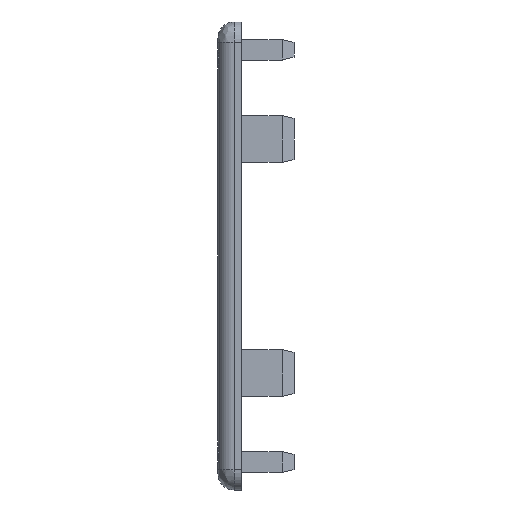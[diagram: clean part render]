
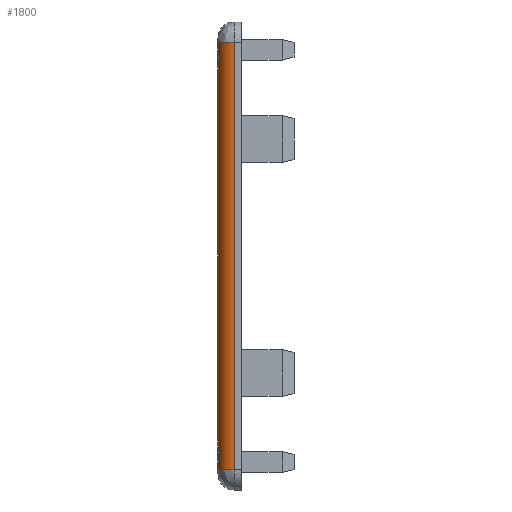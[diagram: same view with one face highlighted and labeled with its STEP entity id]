
A CAD part, left-side view. The second image highlights one B-rep face of the part: STEP entity #1800.
In plain terms, the highlighted cylindrical face has radius 2.75 mm (diameter 5.5 mm), a partial arc.
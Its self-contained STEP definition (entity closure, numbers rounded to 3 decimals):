
#216=FACE_OUTER_BOUND('',#334,.T.);
#334=EDGE_LOOP('',(#1635,#1636,#1637,#1638,#1639,#1640,#1641,#1642));
#354=B_SPLINE_CURVE_WITH_KNOTS('',3,(#2538,#2539,#2540,#2541,#2542,#2543,
#2544,#2545,#2546,#2547),.UNSPECIFIED.,.F.,.F.,(4,2,2,2,4),(0.467,
0.557,0.712,0.868,0.958),
 .UNSPECIFIED.);
#357=B_SPLINE_CURVE_WITH_KNOTS('',3,(#2577,#2578,#2579,#2580,#2581,#2582,
#2583,#2584,#2585,#2586),.UNSPECIFIED.,.F.,.F.,(4,2,2,2,4),(0.467,
0.557,0.712,0.868,0.958),
 .UNSPECIFIED.);
#372=LINE('',#2635,#568);
#375=LINE('',#2640,#571);
#414=LINE('',#2727,#610);
#425=LINE('',#2749,#621);
#568=VECTOR('',#2063,1000.);
#571=VECTOR('',#2070,1000.);
#610=VECTOR('',#2121,1000.);
#621=VECTOR('',#2140,1000.);
#786=CIRCLE('',#1963,2.75);
#787=CIRCLE('',#1965,2.75);
#807=VERTEX_POINT('',#2535);
#808=VERTEX_POINT('',#2537);
#814=VERTEX_POINT('',#2574);
#815=VERTEX_POINT('',#2576);
#830=VERTEX_POINT('',#2634);
#871=VERTEX_POINT('',#2724);
#872=VERTEX_POINT('',#2726);
#879=VERTEX_POINT('',#2748);
#962=EDGE_CURVE('',#807,#808,#354,.T.);
#970=EDGE_CURVE('',#814,#815,#357,.T.);
#992=EDGE_CURVE('',#808,#830,#372,.T.);
#996=EDGE_CURVE('',#815,#807,#375,.T.);
#1039=EDGE_CURVE('',#871,#872,#414,.T.);
#1050=EDGE_CURVE('',#879,#814,#425,.T.);
#1186=EDGE_CURVE('',#879,#872,#786,.T.);
#1187=EDGE_CURVE('',#830,#871,#787,.T.);
#1635=ORIENTED_EDGE('',*,*,#962,.F.);
#1636=ORIENTED_EDGE('',*,*,#996,.F.);
#1637=ORIENTED_EDGE('',*,*,#970,.F.);
#1638=ORIENTED_EDGE('',*,*,#1050,.F.);
#1639=ORIENTED_EDGE('',*,*,#1186,.T.);
#1640=ORIENTED_EDGE('',*,*,#1039,.F.);
#1641=ORIENTED_EDGE('',*,*,#1187,.F.);
#1642=ORIENTED_EDGE('',*,*,#992,.F.);
#1701=CYLINDRICAL_SURFACE('',#1964,2.75);
#1800=ADVANCED_FACE('',(#216),#1701,.T.);
#1963=AXIS2_PLACEMENT_3D('',#3035,#2434,#2435);
#1964=AXIS2_PLACEMENT_3D('',#3036,#2436,#2437);
#1965=AXIS2_PLACEMENT_3D('',#3037,#2438,#2439);
#2063=DIRECTION('',(0.,0.,1.));
#2070=DIRECTION('',(0.,0.,1.));
#2121=DIRECTION('',(0.,0.,-1.));
#2140=DIRECTION('',(0.,0.,1.));
#2434=DIRECTION('center_axis',(0.,0.,1.));
#2435=DIRECTION('ref_axis',(1.,0.,0.));
#2436=DIRECTION('center_axis',(0.,0.,1.));
#2437=DIRECTION('ref_axis',(1.,0.,0.));
#2438=DIRECTION('center_axis',(0.,0.,1.));
#2439=DIRECTION('ref_axis',(1.,0.,0.));
#2535=CARTESIAN_POINT('',(2.75,4.,-8.661));
#2537=CARTESIAN_POINT('',(2.75,4.,-3.839));
#2538=CARTESIAN_POINT('Ctrl Pts',(2.75,4.,-8.661));
#2539=CARTESIAN_POINT('Ctrl Pts',(2.573,4.,-8.404));
#2540=CARTESIAN_POINT('Ctrl Pts',(2.421,3.983,-8.121));
#2541=CARTESIAN_POINT('Ctrl Pts',(2.1,3.93,-7.318));
#2542=CARTESIAN_POINT('Ctrl Pts',(2.,3.896,-6.767));
#2543=CARTESIAN_POINT('Ctrl Pts',(2.,3.896,-5.733));
#2544=CARTESIAN_POINT('Ctrl Pts',(2.1,3.93,-5.182));
#2545=CARTESIAN_POINT('Ctrl Pts',(2.421,3.983,-4.379));
#2546=CARTESIAN_POINT('Ctrl Pts',(2.573,4.,-4.096));
#2547=CARTESIAN_POINT('Ctrl Pts',(2.75,4.,-3.839));
#2574=CARTESIAN_POINT('',(2.75,4.,-76.161));
#2576=CARTESIAN_POINT('',(2.75,4.,-71.339));
#2577=CARTESIAN_POINT('Ctrl Pts',(2.75,4.,-76.161));
#2578=CARTESIAN_POINT('Ctrl Pts',(2.573,4.,-75.904));
#2579=CARTESIAN_POINT('Ctrl Pts',(2.421,3.983,-75.621));
#2580=CARTESIAN_POINT('Ctrl Pts',(2.1,3.93,-74.818));
#2581=CARTESIAN_POINT('Ctrl Pts',(2.,3.896,-74.267));
#2582=CARTESIAN_POINT('Ctrl Pts',(2.,3.896,-73.233));
#2583=CARTESIAN_POINT('Ctrl Pts',(2.1,3.93,-72.682));
#2584=CARTESIAN_POINT('Ctrl Pts',(2.421,3.983,-71.879));
#2585=CARTESIAN_POINT('Ctrl Pts',(2.573,4.,-71.596));
#2586=CARTESIAN_POINT('Ctrl Pts',(2.75,4.,-71.339));
#2634=CARTESIAN_POINT('',(2.75,4.,-3.5));
#2635=CARTESIAN_POINT('',(2.75,4.,-80.));
#2640=CARTESIAN_POINT('',(2.75,4.,-80.));
#2724=CARTESIAN_POINT('',(0.,1.25,-3.5));
#2726=CARTESIAN_POINT('',(0.,1.25,-76.5));
#2727=CARTESIAN_POINT('',(0.,1.25,0.));
#2748=CARTESIAN_POINT('',(2.75,4.,-76.5));
#2749=CARTESIAN_POINT('',(2.75,4.,-80.));
#3035=CARTESIAN_POINT('Origin',(2.75,1.25,-76.5));
#3036=CARTESIAN_POINT('Origin',(2.75,1.25,-80.));
#3037=CARTESIAN_POINT('Origin',(2.75,1.25,-3.5));
